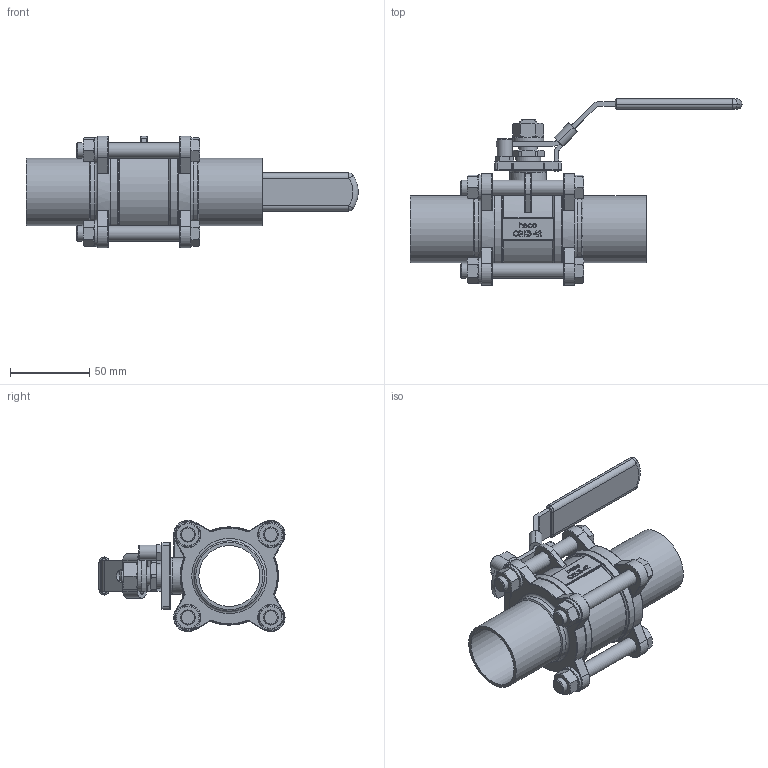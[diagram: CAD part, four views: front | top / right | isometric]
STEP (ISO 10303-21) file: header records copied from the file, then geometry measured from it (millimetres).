
FILE_DESCRIPTION (( 'STEP AP214' ), '1' );
FILE_NAME ('ORK3-42 Kugelhahn ISO heco.STEP', '2015-05-29T10:13:06', ( 'test' ), ( '' ), 'SwSTEP 2.0', 'SolidWorks 2011', '' );
FILE_SCHEMA (( 'AUTOMOTIVE_DESIGN' ));
Length unit declared in the file: millimetre
Products named in the file (1): ORK3-42 Kugelhahn ISO heco
Bounding box: 209.44 x 117.41 x 70.33 mm (x, y, z)
Volume: 201299.6 mm3; surface area: 78746.7 mm2
Topology: 1 solids, 1 shells, 1033 faces, 2512 edges, 1537 vertices
Faces by surface type: plane 361, bspline 252, cylinder 189, torus 106, cone 103, sphere 22
Full cylindrical faces by diameter (mm): 4.2 x4, 8 x1, 9.4 x1, 9.5 x8, 10.5 x9, 11.5 x1, 15.88 x1, 16.5 x4, 19.5 x1, 23 x1, 38.4 x1, 42.4 x2, 44.4 x2, 61 x2, 62 x2
Entity records: 52836 total; most frequent: CARTESIAN_POINT 19402, ORIENTED_EDGE 4820, DIRECTION 3965, EDGE_CURVE 2410, VERTEX_POINT 1518, AXIS2_PLACEMENT_3D 1459, EDGE_LOOP 1198, FACE_OUTER_BOUND 1085
